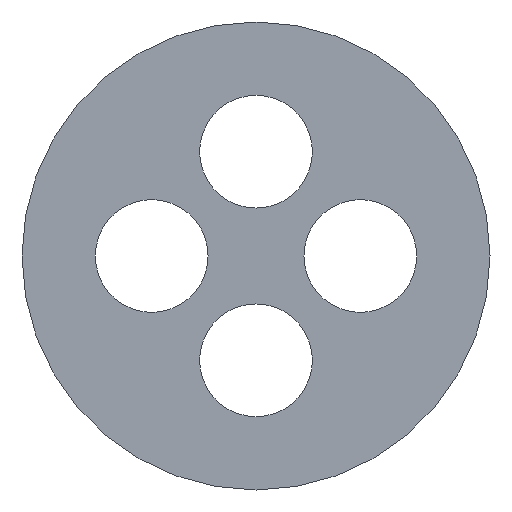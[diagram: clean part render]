
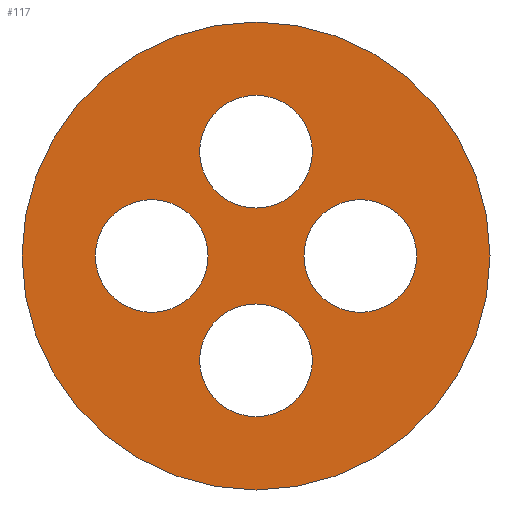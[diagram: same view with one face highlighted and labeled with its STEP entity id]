
A CAD part, left-side view. The second image highlights one B-rep face of the part: STEP entity #117.
In plain terms, the highlighted planar face has unit normal (-1, 0, 0).
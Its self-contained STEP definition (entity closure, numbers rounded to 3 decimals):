
#117 = ADVANCED_FACE( '', ( #241, #242, #243, #244, #245 ), #246, .F. );
#241 = FACE_BOUND( '', #362, .T. );
#242 = FACE_BOUND( '', #363, .T. );
#243 = FACE_BOUND( '', #364, .T. );
#244 = FACE_BOUND( '', #365, .T. );
#245 = FACE_OUTER_BOUND( '', #366, .T. );
#246 = PLANE( '', #367 );
#362 = EDGE_LOOP( '', ( #647 ) );
#363 = EDGE_LOOP( '', ( #648 ) );
#364 = EDGE_LOOP( '', ( #649 ) );
#365 = EDGE_LOOP( '', ( #650 ) );
#366 = EDGE_LOOP( '', ( #651 ) );
#367 = AXIS2_PLACEMENT_3D( '', #652, #653, #654 );
#647 = ORIENTED_EDGE( '', *, *, #765, .T. );
#648 = ORIENTED_EDGE( '', *, *, #782, .T. );
#649 = ORIENTED_EDGE( '', *, *, #747, .T. );
#650 = ORIENTED_EDGE( '', *, *, #753, .T. );
#651 = ORIENTED_EDGE( '', *, *, #768, .F. );
#652 = CARTESIAN_POINT( '', ( 0., 0., 0. ) );
#653 = DIRECTION( '', ( 1., 0., 0. ) );
#654 = DIRECTION( '', ( 0., 0., -1. ) );
#747 = EDGE_CURVE( '', #909, #909, #910, .T. );
#753 = EDGE_CURVE( '', #917, #917, #918, .T. );
#765 = EDGE_CURVE( '', #933, #933, #934, .T. );
#768 = EDGE_CURVE( '', #938, #938, #939, .T. );
#782 = EDGE_CURVE( '', #954, #954, #955, .T. );
#909 = VERTEX_POINT( '', #1124 );
#910 = CIRCLE( '', #1125, 2. );
#917 = VERTEX_POINT( '', #1133 );
#918 = CIRCLE( '', #1134, 2. );
#933 = VERTEX_POINT( '', #1154 );
#934 = CIRCLE( '', #1155, 2. );
#938 = VERTEX_POINT( '', #1159 );
#939 = CIRCLE( '', #1160, 8.3 );
#954 = VERTEX_POINT( '', #1179 );
#955 = CIRCLE( '', #1180, 2. );
#1124 = CARTESIAN_POINT( '', ( 0., 3.7, -2. ) );
#1125 = AXIS2_PLACEMENT_3D( '', #1289, #1290, #1291 );
#1133 = CARTESIAN_POINT( '', ( 0., 0., -5.7 ) );
#1134 = AXIS2_PLACEMENT_3D( '', #1296, #1297, #1298 );
#1154 = CARTESIAN_POINT( '', ( 0., 0., 1.7 ) );
#1155 = AXIS2_PLACEMENT_3D( '', #1307, #1308, #1309 );
#1159 = CARTESIAN_POINT( '', ( 0., 0., -8.3 ) );
#1160 = AXIS2_PLACEMENT_3D( '', #1313, #1314, #1315 );
#1179 = CARTESIAN_POINT( '', ( 0., -3.7, -2. ) );
#1180 = AXIS2_PLACEMENT_3D( '', #1323, #1324, #1325 );
#1289 = CARTESIAN_POINT( '', ( 0., 3.7, 0. ) );
#1290 = DIRECTION( '', ( 1., 0., 0. ) );
#1291 = DIRECTION( '', ( 0., 0., -1. ) );
#1296 = CARTESIAN_POINT( '', ( 0., 0., -3.7 ) );
#1297 = DIRECTION( '', ( 1., 0., 0. ) );
#1298 = DIRECTION( '', ( 0., 0., -1. ) );
#1307 = CARTESIAN_POINT( '', ( 0., 0., 3.7 ) );
#1308 = DIRECTION( '', ( 1., 0., 0. ) );
#1309 = DIRECTION( '', ( 0., 0., -1. ) );
#1313 = CARTESIAN_POINT( '', ( 0., 0., 0. ) );
#1314 = DIRECTION( '', ( 1., 0., 0. ) );
#1315 = DIRECTION( '', ( 0., 0., -1. ) );
#1323 = CARTESIAN_POINT( '', ( 0., -3.7, 0. ) );
#1324 = DIRECTION( '', ( 1., 0., 0. ) );
#1325 = DIRECTION( '', ( 0., 0., -1. ) );
